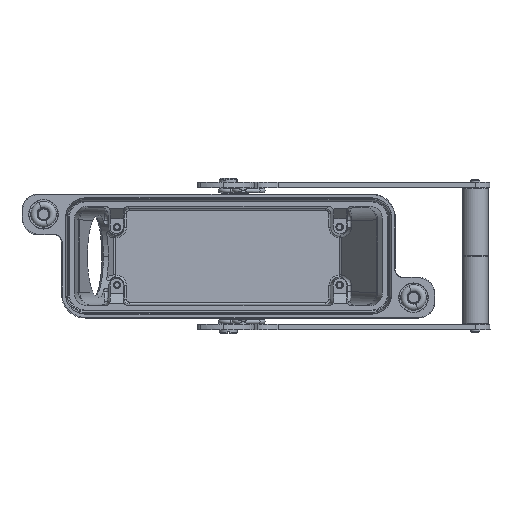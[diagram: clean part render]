
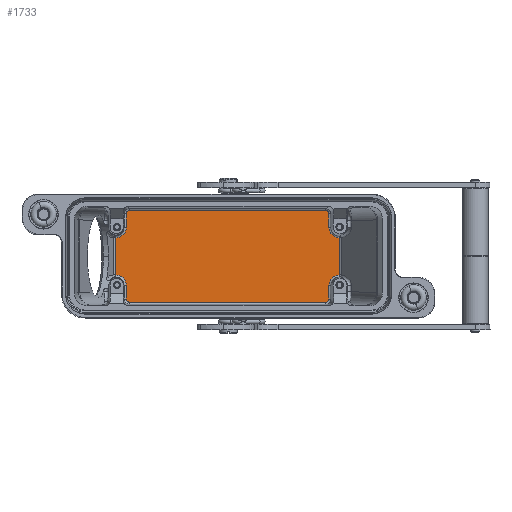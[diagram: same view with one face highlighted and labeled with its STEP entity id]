
A CAD part, top view. The second image highlights one B-rep face of the part: STEP entity #1733.
In plain terms, the highlighted planar face has unit normal (0.004, 0, 1).
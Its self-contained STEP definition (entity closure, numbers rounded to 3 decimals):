
#1065=PLANE('',#15068);
#1733=ADVANCED_FACE('',(#2801),#1065,.F.);
#2801=FACE_OUTER_BOUND('',#3551,.T.);
#3551=EDGE_LOOP('',(#8050,#8051,#8052,#8053,#8054,#8055,#8056,#8057,#8058,
#8059,#8060,#8061,#8062,#8063,#8064,#8065));
#4473=B_SPLINE_CURVE_WITH_KNOTS('',3,(#23889,#23890,#23891,#23892),
 .UNSPECIFIED.,.F.,.F.,(4,4),(0.,1.),.UNSPECIFIED.);
#4479=B_SPLINE_CURVE_WITH_KNOTS('',3,(#23923,#23924,#23925,#23926),
 .UNSPECIFIED.,.F.,.F.,(4,4),(0.,1.),.UNSPECIFIED.);
#4516=B_SPLINE_CURVE_WITH_KNOTS('',3,(#25319,#25320,#25321,#25322),
 .UNSPECIFIED.,.F.,.F.,(4,4),(0.,1.),.UNSPECIFIED.);
#4522=B_SPLINE_CURVE_WITH_KNOTS('',3,(#25353,#25354,#25355,#25356),
 .UNSPECIFIED.,.F.,.F.,(4,4),(0.,1.),.UNSPECIFIED.);
#5185=LINE('',#23870,#6002);
#5186=LINE('',#23904,#6003);
#5187=LINE('',#23935,#6004);
#5189=LINE('',#23962,#6006);
#5222=LINE('',#25302,#6039);
#5223=LINE('',#25334,#6040);
#5224=LINE('',#25365,#6041);
#5226=LINE('',#25386,#6043);
#6002=VECTOR('',#16855,1.);
#6003=VECTOR('',#16862,1.);
#6004=VECTOR('',#16871,1.);
#6006=VECTOR('',#16889,1.);
#6039=VECTOR('',#17014,1.);
#6040=VECTOR('',#17019,1.);
#6041=VECTOR('',#17028,1.);
#6043=VECTOR('',#17046,1.);
#8050=ORIENTED_EDGE('',*,*,#12942,.T.);
#8051=ORIENTED_EDGE('',*,*,#12811,.F.);
#8052=ORIENTED_EDGE('',*,*,#12816,.T.);
#8053=ORIENTED_EDGE('',*,*,#12819,.F.);
#8054=ORIENTED_EDGE('',*,*,#12824,.T.);
#8055=ORIENTED_EDGE('',*,*,#12827,.F.);
#8056=ORIENTED_EDGE('',*,*,#12830,.T.);
#8057=ORIENTED_EDGE('',*,*,#12835,.F.);
#8058=ORIENTED_EDGE('',*,*,#12915,.T.);
#8059=ORIENTED_EDGE('',*,*,#12918,.F.);
#8060=ORIENTED_EDGE('',*,*,#12922,.T.);
#8061=ORIENTED_EDGE('',*,*,#12925,.F.);
#8062=ORIENTED_EDGE('',*,*,#12930,.T.);
#8063=ORIENTED_EDGE('',*,*,#12933,.F.);
#8064=ORIENTED_EDGE('',*,*,#12936,.T.);
#8065=ORIENTED_EDGE('',*,*,#12941,.F.);
#11196=VERTEX_POINT('',#23869);
#11197=VERTEX_POINT('',#23871);
#11200=VERTEX_POINT('',#23888);
#11202=VERTEX_POINT('',#23903);
#11206=VERTEX_POINT('',#23922);
#11208=VERTEX_POINT('',#23934);
#11210=VERTEX_POINT('',#23940);
#11213=VERTEX_POINT('',#23961);
#11267=VERTEX_POINT('',#25289);
#11269=VERTEX_POINT('',#25301);
#11272=VERTEX_POINT('',#25318);
#11274=VERTEX_POINT('',#25333);
#11278=VERTEX_POINT('',#25352);
#11280=VERTEX_POINT('',#25364);
#11282=VERTEX_POINT('',#25370);
#11285=VERTEX_POINT('',#25385);
#12811=EDGE_CURVE('',#11196,#11197,#5185,.T.);
#12816=EDGE_CURVE('',#11196,#11200,#4473,.T.);
#12819=EDGE_CURVE('',#11202,#11200,#5186,.T.);
#12824=EDGE_CURVE('',#11202,#11206,#4479,.T.);
#12827=EDGE_CURVE('',#11208,#11206,#5187,.T.);
#12830=EDGE_CURVE('',#11208,#11210,#14264,.T.);
#12835=EDGE_CURVE('',#11213,#11210,#5189,.T.);
#12915=EDGE_CURVE('',#11213,#11267,#14285,.T.);
#12918=EDGE_CURVE('',#11269,#11267,#5222,.T.);
#12922=EDGE_CURVE('',#11269,#11272,#4516,.T.);
#12925=EDGE_CURVE('',#11274,#11272,#5223,.T.);
#12930=EDGE_CURVE('',#11274,#11278,#4522,.T.);
#12933=EDGE_CURVE('',#11280,#11278,#5224,.T.);
#12936=EDGE_CURVE('',#11280,#11282,#14290,.T.);
#12941=EDGE_CURVE('',#11285,#11282,#5226,.T.);
#12942=EDGE_CURVE('',#11285,#11197,#14293,.T.);
#14264=CIRCLE('',#15001,4.82);
#14285=CIRCLE('',#15050,4.82);
#14290=CIRCLE('',#15061,4.82);
#14293=CIRCLE('',#15067,4.82);
#15001=AXIS2_PLACEMENT_3D('',#23941,#16878,#16879);
#15050=AXIS2_PLACEMENT_3D('',#25290,#17010,#17011);
#15061=AXIS2_PLACEMENT_3D('',#25371,#17035,#17036);
#15067=AXIS2_PLACEMENT_3D('',#25388,#17049,#17050);
#15068=AXIS2_PLACEMENT_3D('',#25389,#17051,#17052);
#16855=DIRECTION('',(0.,-1.,0.));
#16862=DIRECTION('',(1.,0.,-0.004));
#16871=DIRECTION('',(0.,1.,0.));
#16878=DIRECTION('',(-0.004,0.,-1.));
#16879=DIRECTION('',(1.,0.,-0.004));
#16889=DIRECTION('',(0.,1.,0.));
#17010=DIRECTION('',(-0.004,0.,-1.));
#17011=DIRECTION('',(-0.007,1.,0.));
#17014=DIRECTION('',(0.,1.,0.));
#17019=DIRECTION('',(-1.,0.,0.004));
#17028=DIRECTION('',(0.,-1.,0.));
#17035=DIRECTION('',(-0.004,0.,-1.));
#17036=DIRECTION('',(-1.,0.,0.004));
#17046=DIRECTION('',(0.,-1.,0.));
#17049=DIRECTION('',(-0.004,0.,-1.));
#17050=DIRECTION('',(0.007,-1.,0.));
#17051=DIRECTION('',(-0.004,0.,-1.));
#17052=DIRECTION('',(-1.,0.,0.004));
#23869=CARTESIAN_POINT('',(9.353,26.231,-111.278));
#23870=CARTESIAN_POINT('',(9.353,26.231,-111.278));
#23871=CARTESIAN_POINT('',(9.353,19.801,-111.278));
#23888=CARTESIAN_POINT('',(7.853,27.731,-111.272));
#23889=CARTESIAN_POINT('',(9.353,26.231,-111.278));
#23890=CARTESIAN_POINT('',(9.352,26.981,-111.278));
#23891=CARTESIAN_POINT('',(8.609,27.728,-111.275));
#23892=CARTESIAN_POINT('',(7.853,27.731,-111.272));
#23903=CARTESIAN_POINT('',(-83.945,27.731,-110.884));
#23904=CARTESIAN_POINT('',(-83.945,27.731,-110.884));
#23922=CARTESIAN_POINT('',(-85.445,26.231,-110.878));
#23923=CARTESIAN_POINT('',(-83.945,27.731,-110.884));
#23924=CARTESIAN_POINT('',(-84.695,27.729,-110.881));
#23925=CARTESIAN_POINT('',(-85.443,26.987,-110.878));
#23926=CARTESIAN_POINT('',(-85.445,26.231,-110.878));
#23934=CARTESIAN_POINT('',(-85.445,19.801,-110.878));
#23935=CARTESIAN_POINT('',(-85.445,19.801,-110.878));
#23940=CARTESIAN_POINT('',(-90.3,14.981,-110.857));
#23941=CARTESIAN_POINT('',(-90.265,19.801,-110.857));
#23961=CARTESIAN_POINT('',(-90.3,-2.379,-110.857));
#23962=CARTESIAN_POINT('',(-90.3,-2.379,-110.857));
#25289=CARTESIAN_POINT('',(-85.445,-7.199,-110.877));
#25290=CARTESIAN_POINT('',(-90.265,-7.199,-110.857));
#25301=CARTESIAN_POINT('',(-85.445,-13.629,-110.877));
#25302=CARTESIAN_POINT('',(-85.445,-13.628,-110.877));
#25318=CARTESIAN_POINT('',(-83.945,-15.129,-110.883));
#25319=CARTESIAN_POINT('',(-85.445,-13.629,-110.877));
#25320=CARTESIAN_POINT('',(-85.443,-14.378,-110.877));
#25321=CARTESIAN_POINT('',(-84.701,-15.126,-110.88));
#25322=CARTESIAN_POINT('',(-83.945,-15.129,-110.883));
#25333=CARTESIAN_POINT('',(7.853,-15.129,-111.27));
#25334=CARTESIAN_POINT('',(7.853,-15.129,-111.27));
#25352=CARTESIAN_POINT('',(9.353,-13.629,-111.277));
#25353=CARTESIAN_POINT('',(7.853,-15.129,-111.27));
#25354=CARTESIAN_POINT('',(8.603,-15.127,-111.274));
#25355=CARTESIAN_POINT('',(9.351,-14.385,-111.277));
#25356=CARTESIAN_POINT('',(9.353,-13.629,-111.277));
#25364=CARTESIAN_POINT('',(9.353,-7.199,-111.277));
#25365=CARTESIAN_POINT('',(9.353,-7.199,-111.277));
#25370=CARTESIAN_POINT('',(14.208,-2.379,-111.298));
#25371=CARTESIAN_POINT('',(14.174,-7.199,-111.297));
#25385=CARTESIAN_POINT('',(14.208,14.981,-111.298));
#25386=CARTESIAN_POINT('',(14.208,14.981,-111.298));
#25388=CARTESIAN_POINT('',(14.174,19.801,-111.298));
#25389=CARTESIAN_POINT('',(14.976,-16.949,-111.3));
